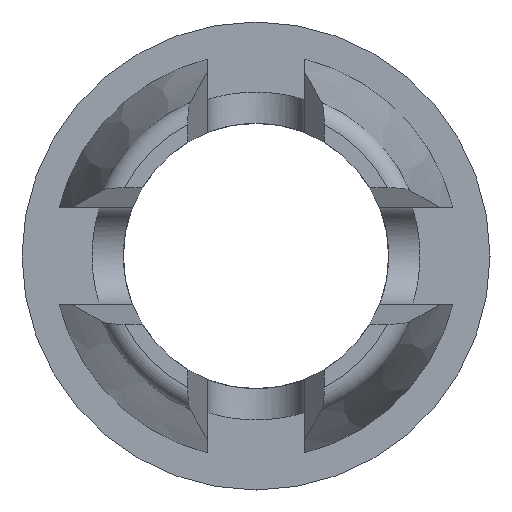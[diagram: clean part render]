
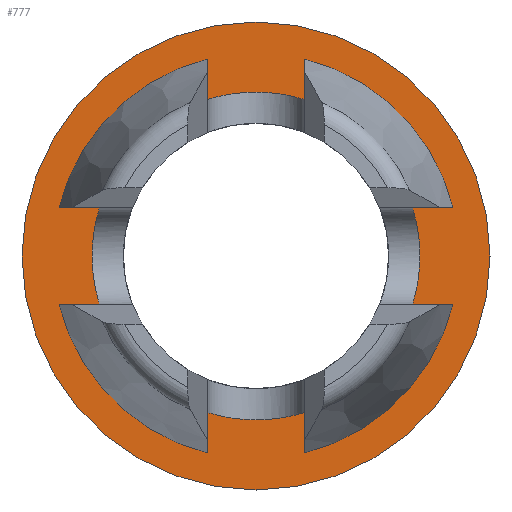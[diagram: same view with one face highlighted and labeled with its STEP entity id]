
A CAD part, front view. The second image highlights one B-rep face of the part: STEP entity #777.
In plain terms, the highlighted planar face has unit normal (0, -1, 0).
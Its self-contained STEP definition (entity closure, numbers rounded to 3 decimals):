
#542 = EDGE_CURVE ( 'NONE', #543, #544, #1132, .T. ) ;
#543 = VERTEX_POINT ( 'NONE', #1127 ) ;
#544 = VERTEX_POINT ( 'NONE', #1126 ) ;
#687 = VERTEX_POINT ( 'NONE', #1539 ) ;
#689 = EDGE_CURVE ( 'NONE', #690, #687, #1538, .T. ) ;
#690 = VERTEX_POINT ( 'NONE', #1520 ) ;
#746 = EDGE_LOOP ( 'NONE', ( #775, #769 ) ) ;
#769 = ORIENTED_EDGE ( 'NONE', *, *, #771, .F. ) ;
#771 = EDGE_CURVE ( 'NONE', #544, #543, #1710, .T. ) ;
#773 = EDGE_CURVE ( 'NONE', #687, #690, #1773, .T. ) ;
#774 = EDGE_LOOP ( 'NONE', ( #778, #780 ) ) ;
#775 = ORIENTED_EDGE ( 'NONE', *, *, #542, .F. ) ;
#777 = ADVANCED_FACE ( 'NONE', ( #1785, #1784 ), #1783, .T. ) ;
#778 = ORIENTED_EDGE ( 'NONE', *, *, #689, .T. ) ;
#780 = ORIENTED_EDGE ( 'NONE', *, *, #773, .T. ) ;
#1126 = CARTESIAN_POINT ( 'NONE',  ( 0., 8., 4.2 ) ) ;
#1127 = CARTESIAN_POINT ( 'NONE',  ( 0., 8., -4.2 ) ) ;
#1128 = DIRECTION ( 'NONE',  ( 0., 0., -1. ) ) ;
#1129 = DIRECTION ( 'NONE',  ( 0., -1., 0. ) ) ;
#1130 = CARTESIAN_POINT ( 'NONE',  ( 0., 8., 0. ) ) ;
#1131 = AXIS2_PLACEMENT_3D ( 'NONE', #1130, #1129, #1128 ) ;
#1132 = CIRCLE ( 'NONE', #1131, 4.2 ) ;
#1520 = CARTESIAN_POINT ( 'NONE',  ( 0., 8., -6. ) ) ;
#1521 = DIRECTION ( 'NONE',  ( 0., 0., -1. ) ) ;
#1522 = DIRECTION ( 'NONE',  ( 0., -1., 0. ) ) ;
#1523 = CARTESIAN_POINT ( 'NONE',  ( 0., 8., 0. ) ) ;
#1524 = AXIS2_PLACEMENT_3D ( 'NONE', #1523, #1522, #1521 ) ;
#1538 = CIRCLE ( 'NONE', #1524, 6. ) ;
#1539 = CARTESIAN_POINT ( 'NONE',  ( 0., 8., 6. ) ) ;
#1708 = DIRECTION ( 'NONE',  ( 0., -1., 0. ) ) ;
#1709 = AXIS2_PLACEMENT_3D ( 'NONE', #1721, #1708, #1781 ) ;
#1710 = CIRCLE ( 'NONE', #1709, 4.2 ) ;
#1721 = CARTESIAN_POINT ( 'NONE',  ( 0., 8., 0. ) ) ;
#1762 = DIRECTION ( 'NONE',  ( 0., 0., -1. ) ) ;
#1763 = DIRECTION ( 'NONE',  ( 0., -1., 0. ) ) ;
#1764 = CARTESIAN_POINT ( 'NONE',  ( 6., 8., 0. ) ) ;
#1765 = AXIS2_PLACEMENT_3D ( 'NONE', #1764, #1763, #1762 ) ;
#1773 = CIRCLE ( 'NONE', #1789, 6. ) ;
#1781 = DIRECTION ( 'NONE',  ( 0., 0., -1. ) ) ;
#1783 = PLANE ( 'NONE',  #1765 ) ;
#1784 = FACE_BOUND ( 'NONE', #746, .T. ) ;
#1785 = FACE_OUTER_BOUND ( 'NONE', #774, .T. ) ;
#1786 = DIRECTION ( 'NONE',  ( 0., 0., -1. ) ) ;
#1787 = DIRECTION ( 'NONE',  ( 0., -1., 0. ) ) ;
#1788 = CARTESIAN_POINT ( 'NONE',  ( 0., 8., 0. ) ) ;
#1789 = AXIS2_PLACEMENT_3D ( 'NONE', #1788, #1787, #1786 ) ;
